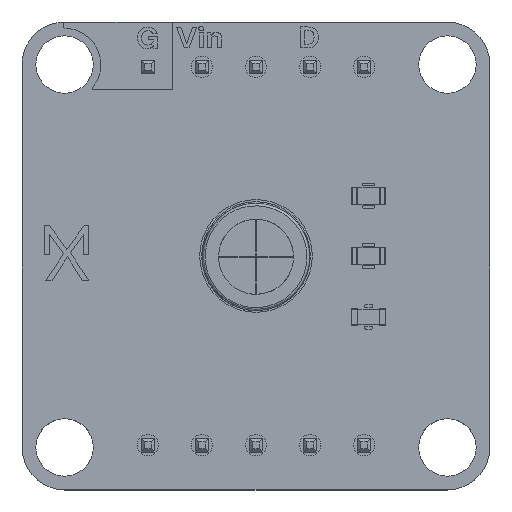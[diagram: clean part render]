
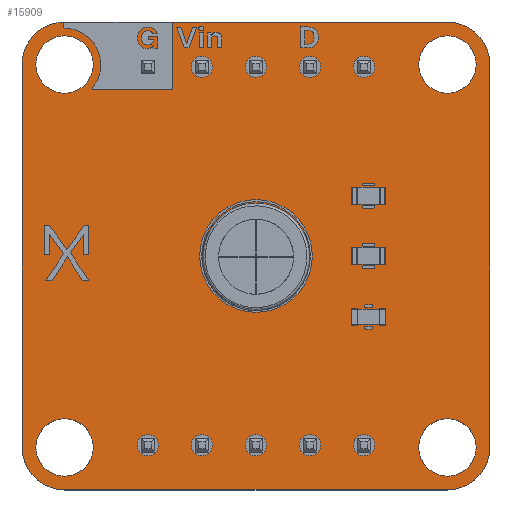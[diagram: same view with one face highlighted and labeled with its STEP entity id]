
A CAD part, top view. The second image highlights one B-rep face of the part: STEP entity #15909.
In plain terms, the highlighted planar face has unit normal (0, 0, 1).
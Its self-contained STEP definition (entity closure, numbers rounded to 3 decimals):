
#15584 = VERTEX_POINT('',#15585);
#15585 = CARTESIAN_POINT('',(8.998,11.,1.51));
#15591 = EDGE_CURVE('',#15584,#15592,#15594,.T.);
#15592 = VERTEX_POINT('',#15593);
#15593 = CARTESIAN_POINT('',(10.998,9.,1.51));
#15594 = CIRCLE('',#15595,2.);
#15595 = AXIS2_PLACEMENT_3D('',#15596,#15597,#15598);
#15596 = CARTESIAN_POINT('',(8.998,9.,1.51));
#15597 = DIRECTION('',(0.,0.,-1.));
#15598 = DIRECTION('',(0.,1.,0.));
#15626 = VERTEX_POINT('',#15627);
#15627 = CARTESIAN_POINT('',(-8.993,11.,1.51));
#15633 = EDGE_CURVE('',#15626,#15584,#15634,.T.);
#15634 = LINE('',#15635,#15636);
#15635 = CARTESIAN_POINT('',(-8.993,11.,1.51));
#15636 = VECTOR('',#15637,1.);
#15637 = DIRECTION('',(1.,0.,0.));
#15655 = EDGE_CURVE('',#15592,#15656,#15658,.T.);
#15656 = VERTEX_POINT('',#15657);
#15657 = CARTESIAN_POINT('',(10.998,-9.,1.51));
#15658 = LINE('',#15659,#15660);
#15659 = CARTESIAN_POINT('',(10.998,9.,1.51));
#15660 = VECTOR('',#15661,1.);
#15661 = DIRECTION('',(0.,-1.,0.));
#15909 = ADVANCED_FACE('',(#15910,#15956,#15967,#15978,#15989,#16000,
    #16011,#16022,#16033,#16044,#16055,#16066,#16077,#16088,#16099,
    #16110,#16121),#16132,.T.);
#15910 = FACE_BOUND('',#15911,.T.);
#15911 = EDGE_LOOP('',(#15912,#15913,#15914,#15923,#15931,#15940,#15948,
    #15955));
#15912 = ORIENTED_EDGE('',*,*,#15591,.F.);
#15913 = ORIENTED_EDGE('',*,*,#15633,.F.);
#15914 = ORIENTED_EDGE('',*,*,#15915,.F.);
#15915 = EDGE_CURVE('',#15916,#15626,#15918,.T.);
#15916 = VERTEX_POINT('',#15917);
#15917 = CARTESIAN_POINT('',(-11.002,9.,1.51));
#15918 = CIRCLE('',#15919,2.);
#15919 = AXIS2_PLACEMENT_3D('',#15920,#15921,#15922);
#15920 = CARTESIAN_POINT('',(-9.002,9.,1.51));
#15921 = DIRECTION('',(0.,0.,-1.));
#15922 = DIRECTION('',(-1.,0.,0.));
#15923 = ORIENTED_EDGE('',*,*,#15924,.F.);
#15924 = EDGE_CURVE('',#15925,#15916,#15927,.T.);
#15925 = VERTEX_POINT('',#15926);
#15926 = CARTESIAN_POINT('',(-11.002,-9.,1.51));
#15927 = LINE('',#15928,#15929);
#15928 = CARTESIAN_POINT('',(-11.002,-9.,1.51));
#15929 = VECTOR('',#15930,1.);
#15930 = DIRECTION('',(0.,1.,0.));
#15931 = ORIENTED_EDGE('',*,*,#15932,.F.);
#15932 = EDGE_CURVE('',#15933,#15925,#15935,.T.);
#15933 = VERTEX_POINT('',#15934);
#15934 = CARTESIAN_POINT('',(-9.002,-11.,1.51));
#15935 = CIRCLE('',#15936,2.);
#15936 = AXIS2_PLACEMENT_3D('',#15937,#15938,#15939);
#15937 = CARTESIAN_POINT('',(-9.002,-9.,1.51));
#15938 = DIRECTION('',(0.,0.,-1.));
#15939 = DIRECTION('',(0.,-1.,0.));
#15940 = ORIENTED_EDGE('',*,*,#15941,.F.);
#15941 = EDGE_CURVE('',#15942,#15933,#15944,.T.);
#15942 = VERTEX_POINT('',#15943);
#15943 = CARTESIAN_POINT('',(8.998,-11.,1.51));
#15944 = LINE('',#15945,#15946);
#15945 = CARTESIAN_POINT('',(8.998,-11.,1.51));
#15946 = VECTOR('',#15947,1.);
#15947 = DIRECTION('',(-1.,0.,0.));
#15948 = ORIENTED_EDGE('',*,*,#15949,.F.);
#15949 = EDGE_CURVE('',#15656,#15942,#15950,.T.);
#15950 = CIRCLE('',#15951,2.);
#15951 = AXIS2_PLACEMENT_3D('',#15952,#15953,#15954);
#15952 = CARTESIAN_POINT('',(8.998,-9.,1.51));
#15953 = DIRECTION('',(0.,0.,-1.));
#15954 = DIRECTION('',(1.,0.,0.));
#15955 = ORIENTED_EDGE('',*,*,#15655,.F.);
#15956 = FACE_BOUND('',#15957,.T.);
#15957 = EDGE_LOOP('',(#15958));
#15958 = ORIENTED_EDGE('',*,*,#15959,.T.);
#15959 = EDGE_CURVE('',#15960,#15960,#15962,.T.);
#15960 = VERTEX_POINT('',#15961);
#15961 = CARTESIAN_POINT('',(-9.002,-10.35,1.51));
#15962 = CIRCLE('',#15963,1.35);
#15963 = AXIS2_PLACEMENT_3D('',#15964,#15965,#15966);
#15964 = CARTESIAN_POINT('',(-9.002,-9.,1.51));
#15965 = DIRECTION('',(-0.,0.,-1.));
#15966 = DIRECTION('',(-0.,-1.,0.));
#15967 = FACE_BOUND('',#15968,.T.);
#15968 = EDGE_LOOP('',(#15969));
#15969 = ORIENTED_EDGE('',*,*,#15970,.T.);
#15970 = EDGE_CURVE('',#15971,#15971,#15973,.T.);
#15971 = VERTEX_POINT('',#15972);
#15972 = CARTESIAN_POINT('',(-5.082,-9.39,1.51));
#15973 = CIRCLE('',#15974,0.5);
#15974 = AXIS2_PLACEMENT_3D('',#15975,#15976,#15977);
#15975 = CARTESIAN_POINT('',(-5.082,-8.89,1.51));
#15976 = DIRECTION('',(-0.,0.,-1.));
#15977 = DIRECTION('',(-0.,-1.,0.));
#15978 = FACE_BOUND('',#15979,.T.);
#15979 = EDGE_LOOP('',(#15980));
#15980 = ORIENTED_EDGE('',*,*,#15981,.T.);
#15981 = EDGE_CURVE('',#15982,#15982,#15984,.T.);
#15982 = VERTEX_POINT('',#15983);
#15983 = CARTESIAN_POINT('',(-2.542,-9.39,1.51));
#15984 = CIRCLE('',#15985,0.5);
#15985 = AXIS2_PLACEMENT_3D('',#15986,#15987,#15988);
#15986 = CARTESIAN_POINT('',(-2.542,-8.89,1.51));
#15987 = DIRECTION('',(-0.,0.,-1.));
#15988 = DIRECTION('',(-0.,-1.,0.));
#15989 = FACE_BOUND('',#15990,.T.);
#15990 = EDGE_LOOP('',(#15991));
#15991 = ORIENTED_EDGE('',*,*,#15992,.T.);
#15992 = EDGE_CURVE('',#15993,#15993,#15995,.T.);
#15993 = VERTEX_POINT('',#15994);
#15994 = CARTESIAN_POINT('',(-0.002,-9.39,1.51));
#15995 = CIRCLE('',#15996,0.5);
#15996 = AXIS2_PLACEMENT_3D('',#15997,#15998,#15999);
#15997 = CARTESIAN_POINT('',(-0.002,-8.89,1.51));
#15998 = DIRECTION('',(-0.,0.,-1.));
#15999 = DIRECTION('',(0.,-1.,-0.));
#16000 = FACE_BOUND('',#16001,.T.);
#16001 = EDGE_LOOP('',(#16002));
#16002 = ORIENTED_EDGE('',*,*,#16003,.T.);
#16003 = EDGE_CURVE('',#16004,#16004,#16006,.T.);
#16004 = VERTEX_POINT('',#16005);
#16005 = CARTESIAN_POINT('',(2.538,-9.39,1.51));
#16006 = CIRCLE('',#16007,0.5);
#16007 = AXIS2_PLACEMENT_3D('',#16008,#16009,#16010);
#16008 = CARTESIAN_POINT('',(2.538,-8.89,1.51));
#16009 = DIRECTION('',(-0.,0.,-1.));
#16010 = DIRECTION('',(-0.,-1.,0.));
#16011 = FACE_BOUND('',#16012,.T.);
#16012 = EDGE_LOOP('',(#16013));
#16013 = ORIENTED_EDGE('',*,*,#16014,.T.);
#16014 = EDGE_CURVE('',#16015,#16015,#16017,.T.);
#16015 = VERTEX_POINT('',#16016);
#16016 = CARTESIAN_POINT('',(5.078,-9.39,1.51));
#16017 = CIRCLE('',#16018,0.5);
#16018 = AXIS2_PLACEMENT_3D('',#16019,#16020,#16021);
#16019 = CARTESIAN_POINT('',(5.078,-8.89,1.51));
#16020 = DIRECTION('',(-0.,0.,-1.));
#16021 = DIRECTION('',(-0.,-1.,0.));
#16022 = FACE_BOUND('',#16023,.T.);
#16023 = EDGE_LOOP('',(#16024));
#16024 = ORIENTED_EDGE('',*,*,#16025,.T.);
#16025 = EDGE_CURVE('',#16026,#16026,#16028,.T.);
#16026 = VERTEX_POINT('',#16027);
#16027 = CARTESIAN_POINT('',(8.998,-10.35,1.51));
#16028 = CIRCLE('',#16029,1.35);
#16029 = AXIS2_PLACEMENT_3D('',#16030,#16031,#16032);
#16030 = CARTESIAN_POINT('',(8.998,-9.,1.51));
#16031 = DIRECTION('',(-0.,0.,-1.));
#16032 = DIRECTION('',(-0.,-1.,0.));
#16033 = FACE_BOUND('',#16034,.T.);
#16034 = EDGE_LOOP('',(#16035));
#16035 = ORIENTED_EDGE('',*,*,#16036,.T.);
#16036 = EDGE_CURVE('',#16037,#16037,#16039,.T.);
#16037 = VERTEX_POINT('',#16038);
#16038 = CARTESIAN_POINT('',(-1.202,-0.45,1.51));
#16039 = CIRCLE('',#16040,0.45);
#16040 = AXIS2_PLACEMENT_3D('',#16041,#16042,#16043);
#16041 = CARTESIAN_POINT('',(-1.202,0.,1.51));
#16042 = DIRECTION('',(-0.,0.,-1.));
#16043 = DIRECTION('',(-0.,-1.,0.));
#16044 = FACE_BOUND('',#16045,.T.);
#16045 = EDGE_LOOP('',(#16046));
#16046 = ORIENTED_EDGE('',*,*,#16047,.T.);
#16047 = EDGE_CURVE('',#16048,#16048,#16050,.T.);
#16048 = VERTEX_POINT('',#16049);
#16049 = CARTESIAN_POINT('',(-9.002,7.65,1.51));
#16050 = CIRCLE('',#16051,1.35);
#16051 = AXIS2_PLACEMENT_3D('',#16052,#16053,#16054);
#16052 = CARTESIAN_POINT('',(-9.002,9.,1.51));
#16053 = DIRECTION('',(-0.,0.,-1.));
#16054 = DIRECTION('',(-0.,-1.,0.));
#16055 = FACE_BOUND('',#16056,.T.);
#16056 = EDGE_LOOP('',(#16057));
#16057 = ORIENTED_EDGE('',*,*,#16058,.T.);
#16058 = EDGE_CURVE('',#16059,#16059,#16061,.T.);
#16059 = VERTEX_POINT('',#16060);
#16060 = CARTESIAN_POINT('',(-5.082,8.39,1.51));
#16061 = CIRCLE('',#16062,0.5);
#16062 = AXIS2_PLACEMENT_3D('',#16063,#16064,#16065);
#16063 = CARTESIAN_POINT('',(-5.082,8.89,1.51));
#16064 = DIRECTION('',(-0.,0.,-1.));
#16065 = DIRECTION('',(-0.,-1.,0.));
#16066 = FACE_BOUND('',#16067,.T.);
#16067 = EDGE_LOOP('',(#16068));
#16068 = ORIENTED_EDGE('',*,*,#16069,.T.);
#16069 = EDGE_CURVE('',#16070,#16070,#16072,.T.);
#16070 = VERTEX_POINT('',#16071);
#16071 = CARTESIAN_POINT('',(-2.542,8.39,1.51));
#16072 = CIRCLE('',#16073,0.5);
#16073 = AXIS2_PLACEMENT_3D('',#16074,#16075,#16076);
#16074 = CARTESIAN_POINT('',(-2.542,8.89,1.51));
#16075 = DIRECTION('',(-0.,0.,-1.));
#16076 = DIRECTION('',(-0.,-1.,0.));
#16077 = FACE_BOUND('',#16078,.T.);
#16078 = EDGE_LOOP('',(#16079));
#16079 = ORIENTED_EDGE('',*,*,#16080,.T.);
#16080 = EDGE_CURVE('',#16081,#16081,#16083,.T.);
#16081 = VERTEX_POINT('',#16082);
#16082 = CARTESIAN_POINT('',(1.198,-0.45,1.51));
#16083 = CIRCLE('',#16084,0.45);
#16084 = AXIS2_PLACEMENT_3D('',#16085,#16086,#16087);
#16085 = CARTESIAN_POINT('',(1.198,0.,1.51));
#16086 = DIRECTION('',(-0.,0.,-1.));
#16087 = DIRECTION('',(-0.,-1.,0.));
#16088 = FACE_BOUND('',#16089,.T.);
#16089 = EDGE_LOOP('',(#16090));
#16090 = ORIENTED_EDGE('',*,*,#16091,.T.);
#16091 = EDGE_CURVE('',#16092,#16092,#16094,.T.);
#16092 = VERTEX_POINT('',#16093);
#16093 = CARTESIAN_POINT('',(-0.002,8.39,1.51));
#16094 = CIRCLE('',#16095,0.5);
#16095 = AXIS2_PLACEMENT_3D('',#16096,#16097,#16098);
#16096 = CARTESIAN_POINT('',(-0.002,8.89,1.51));
#16097 = DIRECTION('',(-0.,0.,-1.));
#16098 = DIRECTION('',(0.,-1.,-0.));
#16099 = FACE_BOUND('',#16100,.T.);
#16100 = EDGE_LOOP('',(#16101));
#16101 = ORIENTED_EDGE('',*,*,#16102,.T.);
#16102 = EDGE_CURVE('',#16103,#16103,#16105,.T.);
#16103 = VERTEX_POINT('',#16104);
#16104 = CARTESIAN_POINT('',(2.538,8.39,1.51));
#16105 = CIRCLE('',#16106,0.5);
#16106 = AXIS2_PLACEMENT_3D('',#16107,#16108,#16109);
#16107 = CARTESIAN_POINT('',(2.538,8.89,1.51));
#16108 = DIRECTION('',(-0.,0.,-1.));
#16109 = DIRECTION('',(-0.,-1.,0.));
#16110 = FACE_BOUND('',#16111,.T.);
#16111 = EDGE_LOOP('',(#16112));
#16112 = ORIENTED_EDGE('',*,*,#16113,.T.);
#16113 = EDGE_CURVE('',#16114,#16114,#16116,.T.);
#16114 = VERTEX_POINT('',#16115);
#16115 = CARTESIAN_POINT('',(5.078,8.39,1.51));
#16116 = CIRCLE('',#16117,0.5);
#16117 = AXIS2_PLACEMENT_3D('',#16118,#16119,#16120);
#16118 = CARTESIAN_POINT('',(5.078,8.89,1.51));
#16119 = DIRECTION('',(-0.,0.,-1.));
#16120 = DIRECTION('',(-0.,-1.,0.));
#16121 = FACE_BOUND('',#16122,.T.);
#16122 = EDGE_LOOP('',(#16123));
#16123 = ORIENTED_EDGE('',*,*,#16124,.T.);
#16124 = EDGE_CURVE('',#16125,#16125,#16127,.T.);
#16125 = VERTEX_POINT('',#16126);
#16126 = CARTESIAN_POINT('',(8.998,7.65,1.51));
#16127 = CIRCLE('',#16128,1.35);
#16128 = AXIS2_PLACEMENT_3D('',#16129,#16130,#16131);
#16129 = CARTESIAN_POINT('',(8.998,9.,1.51));
#16130 = DIRECTION('',(-0.,0.,-1.));
#16131 = DIRECTION('',(-0.,-1.,0.));
#16132 = PLANE('',#16133);
#16133 = AXIS2_PLACEMENT_3D('',#16134,#16135,#16136);
#16134 = CARTESIAN_POINT('',(0.,0.,1.51));
#16135 = DIRECTION('',(0.,0.,1.));
#16136 = DIRECTION('',(1.,0.,-0.));
